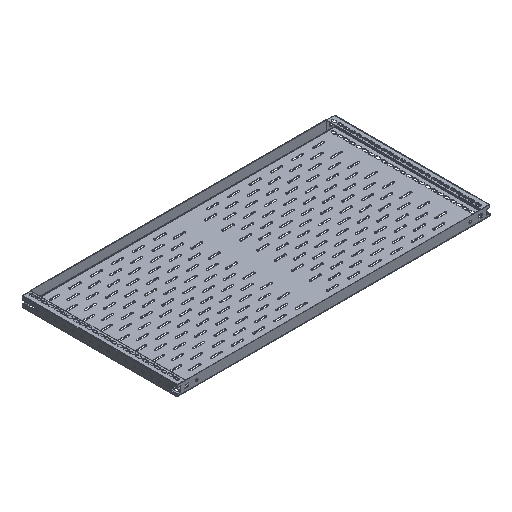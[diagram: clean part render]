
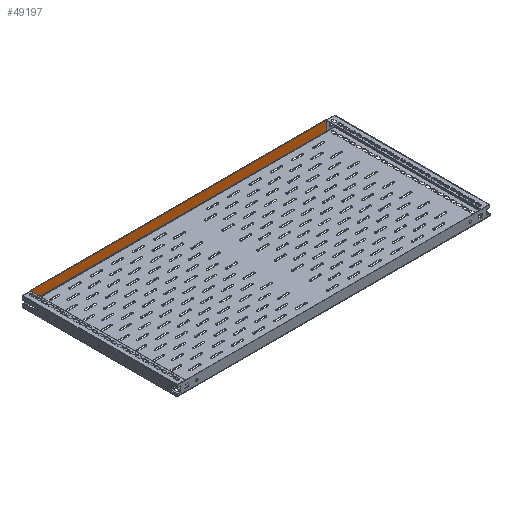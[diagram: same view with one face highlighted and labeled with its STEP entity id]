
A CAD part, isometric view. The second image highlights one B-rep face of the part: STEP entity #49197.
In plain terms, the highlighted planar face has unit normal (0, -1, 0).
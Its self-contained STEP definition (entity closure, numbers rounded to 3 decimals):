
#130 = VERTEX_POINT ( 'NONE', #55121 ) ;
#3431 = EDGE_CURVE ( 'NONE', #9897, #25231, #39841, .T. ) ;
#7160 = CARTESIAN_POINT ( 'NONE',  ( 424., 221.75, 0.6 ) ) ;
#7183 = VERTEX_POINT ( 'NONE', #54896 ) ;
#9897 = VERTEX_POINT ( 'NONE', #49551 ) ;
#10950 = DIRECTION ( 'NONE',  ( 1., 0., 0. ) ) ;
#11520 = EDGE_CURVE ( 'NONE', #130, #9897, #28144, .T. ) ;
#14182 = ORIENTED_EDGE ( 'NONE', *, *, #31122, .F. ) ;
#14567 = DIRECTION ( 'NONE',  ( 0., 0., 1. ) ) ;
#15044 = PLANE ( 'NONE',  #28582 ) ;
#16769 = VECTOR ( 'NONE', #55559, 1000. ) ;
#16983 = CARTESIAN_POINT ( 'NONE',  ( 424., 221.75, 28.5 ) ) ;
#19115 = VECTOR ( 'NONE', #10950, 1000. ) ;
#19344 = DIRECTION ( 'NONE',  ( 0., -1., 0. ) ) ;
#23990 = EDGE_LOOP ( 'NONE', ( #14182, #25173, #28139, #37408 ) ) ;
#25173 = ORIENTED_EDGE ( 'NONE', *, *, #3431, .F. ) ;
#25231 = VERTEX_POINT ( 'NONE', #39150 ) ;
#28139 = ORIENTED_EDGE ( 'NONE', *, *, #11520, .F. ) ;
#28144 = LINE ( 'NONE', #16983, #16769 ) ;
#28582 = AXIS2_PLACEMENT_3D ( 'NONE', #45000, #19344, #49306 ) ;
#31122 = EDGE_CURVE ( 'NONE', #25231, #7183, #51491, .T. ) ;
#32802 = FACE_OUTER_BOUND ( 'NONE', #23990, .T. ) ;
#33712 = EDGE_CURVE ( 'NONE', #7183, #130, #53289, .T. ) ;
#36592 = CARTESIAN_POINT ( 'NONE',  ( 424., 221.75, 28.5 ) ) ;
#37123 = DIRECTION ( 'NONE',  ( -1., 0., 0. ) ) ;
#37408 = ORIENTED_EDGE ( 'NONE', *, *, #33712, .F. ) ;
#38486 = VECTOR ( 'NONE', #37123, 1000. ) ;
#39150 = CARTESIAN_POINT ( 'NONE',  ( -424., 221.75, 0.6 ) ) ;
#39841 = LINE ( 'NONE', #7160, #38486 ) ;
#45000 = CARTESIAN_POINT ( 'NONE',  ( -424., 221.75, 28.5 ) ) ;
#49197 = ADVANCED_FACE ( 'NONE', ( #32802 ), #15044, .T. ) ;
#49306 = DIRECTION ( 'NONE',  ( 0., 0., -1. ) ) ;
#49551 = CARTESIAN_POINT ( 'NONE',  ( 424., 221.75, 0.6 ) ) ;
#50152 = VECTOR ( 'NONE', #14567, 1000. ) ;
#51491 = LINE ( 'NONE', #53134, #50152 ) ;
#53134 = CARTESIAN_POINT ( 'NONE',  ( -424., 221.75, 28.5 ) ) ;
#53289 = LINE ( 'NONE', #36592, #19115 ) ;
#54896 = CARTESIAN_POINT ( 'NONE',  ( -424., 221.75, 28.5 ) ) ;
#55121 = CARTESIAN_POINT ( 'NONE',  ( 424., 221.75, 28.5 ) ) ;
#55559 = DIRECTION ( 'NONE',  ( 0., 0., -1. ) ) ;
